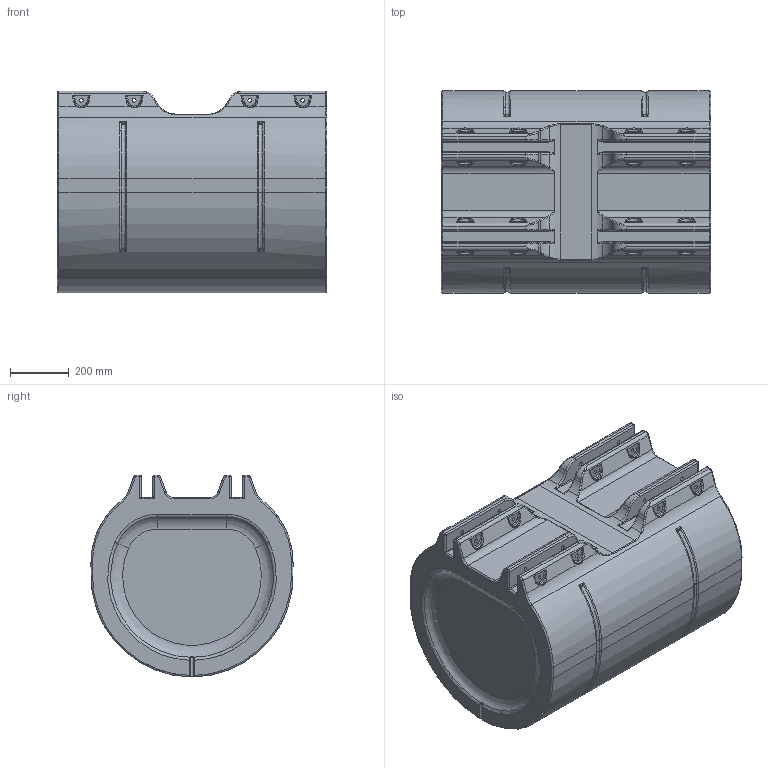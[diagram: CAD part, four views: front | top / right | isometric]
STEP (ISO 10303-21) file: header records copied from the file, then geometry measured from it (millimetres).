
FILE_DESCRIPTION(/* description */ (''),/* implementation_level */ '2;1');
FILE_NAME(/* name */ '27sf.step',/* time_stamp */ '2022-09-22T13:40:07-04:00',/* author */ (''),/* organization */ (''),/* preprocessor_version */ 'ST-DEVELOPER v19',/* originating_system */ 'Autodesk Translation Framework v11.7.0.108',/* authorisation */ '');
FILE_SCHEMA (('AUTOMOTIVE_DESIGN { 1 0 10303 214 3 1 1 }'));
Length unit declared in the file: inch
Products named in the file (1): 27" STRAIGHT FLOAT
Bounding box: 914.4 x 686.07 x 685.8 mm (x, y, z)
Volume: 319155487.1 mm3; surface area: 3063880.8 mm2
Topology: 1 solids, 1 shells, 696 faces, 1662 edges, 904 vertices
Faces by surface type: cylinder 248, bspline 246, plane 106, torus 88, sphere 8
Full cylindrical faces by diameter (mm): 12.7 x16
Entity records: 27954 total; most frequent: CARTESIAN_POINT 13197, ORIENTED_EDGE 3180, DIRECTION 2894, EDGE_CURVE 1590, AXIS2_PLACEMENT_3D 1205, VERTEX_POINT 904, EDGE_LOOP 736, FACE_OUTER_BOUND 696
